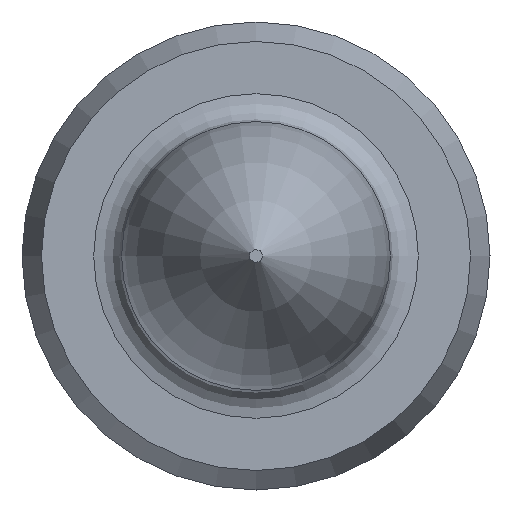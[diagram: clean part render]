
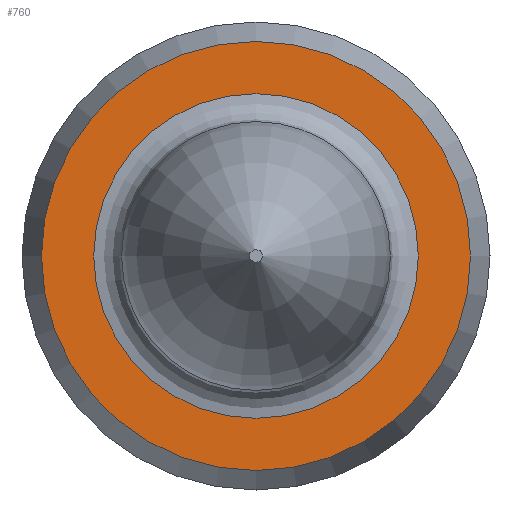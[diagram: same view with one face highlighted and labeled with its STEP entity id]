
A CAD part, left-side view. The second image highlights one B-rep face of the part: STEP entity #760.
In plain terms, the highlighted planar face has unit normal (-1, 0, 0).
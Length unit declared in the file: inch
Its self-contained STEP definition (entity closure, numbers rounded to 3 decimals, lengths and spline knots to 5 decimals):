
#94 = ORIENTED_EDGE ( 'NONE', *, *, #569, .F. ) ;
#95 = DIRECTION ( 'NONE',  ( 0., -1., 0. ) ) ;
#114 = PLANE ( 'NONE',  #175 ) ;
#175 = AXIS2_PLACEMENT_3D ( 'NONE', #321, #533, #739 ) ;
#226 = EDGE_CURVE ( 'NONE', #899, #899, #554, .T. ) ;
#268 = FACE_OUTER_BOUND ( 'NONE', #717, .T. ) ;
#297 = CARTESIAN_POINT ( 'NONE',  ( 0., 0., 0. ) ) ;
#321 = CARTESIAN_POINT ( 'NONE',  ( 0., 0.01165, 0. ) ) ;
#341 = CARTESIAN_POINT ( 'NONE',  ( 0., -0.0154, 0. ) ) ;
#389 = ORIENTED_EDGE ( 'NONE', *, *, #226, .T. ) ;
#405 = CIRCLE ( 'NONE', #470, 0.01165 ) ;
#425 = CARTESIAN_POINT ( 'NONE',  ( 0., 0., 0. ) ) ;
#456 = FACE_BOUND ( 'NONE', #508, .T. ) ;
#470 = AXIS2_PLACEMENT_3D ( 'NONE', #297, #865, #791 ) ;
#478 = CARTESIAN_POINT ( 'NONE',  ( 0., -0.01165, 0. ) ) ;
#508 = EDGE_LOOP ( 'NONE', ( #94 ) ) ;
#533 = DIRECTION ( 'NONE',  ( 1., 0., 0. ) ) ;
#543 = VERTEX_POINT ( 'NONE', #478 ) ;
#554 = CIRCLE ( 'NONE', #735, 0.0154 ) ;
#569 = EDGE_CURVE ( 'NONE', #543, #543, #405, .T. ) ;
#583 = DIRECTION ( 'NONE',  ( -1., 0., 0. ) ) ;
#717 = EDGE_LOOP ( 'NONE', ( #389 ) ) ;
#735 = AXIS2_PLACEMENT_3D ( 'NONE', #425, #583, #95 ) ;
#739 = DIRECTION ( 'NONE',  ( 0., 1., 0. ) ) ;
#760 = ADVANCED_FACE ( 'NONE', ( #456, #268 ), #114, .F. ) ;
#791 = DIRECTION ( 'NONE',  ( 0., -1., 0. ) ) ;
#865 = DIRECTION ( 'NONE',  ( -1., 0., 0. ) ) ;
#899 = VERTEX_POINT ( 'NONE', #341 ) ;
